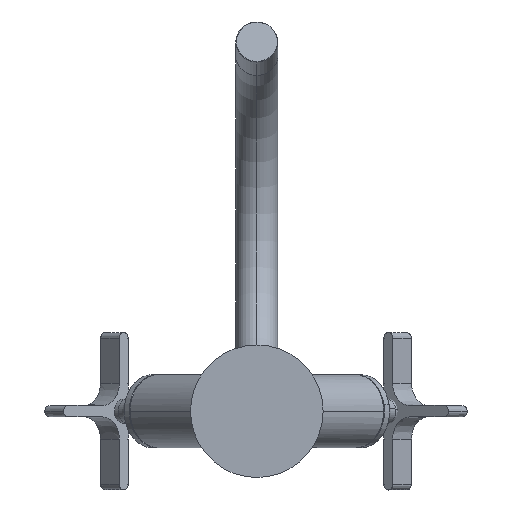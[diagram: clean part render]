
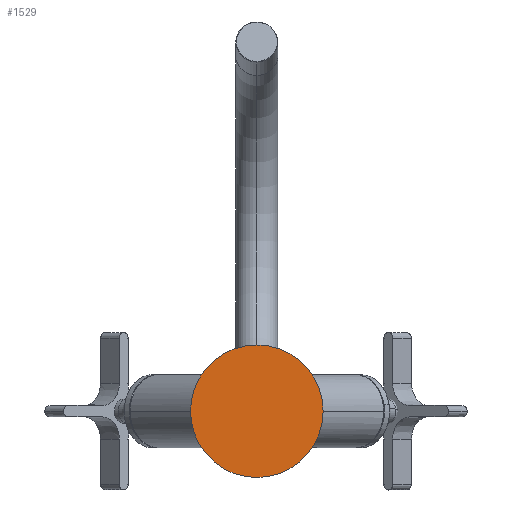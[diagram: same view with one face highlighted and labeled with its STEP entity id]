
A CAD part, front view. The second image highlights one B-rep face of the part: STEP entity #1529.
In plain terms, the highlighted planar face has unit normal (0, -1, 0).
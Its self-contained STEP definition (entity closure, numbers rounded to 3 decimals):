
#67 = DIRECTION ( 'NONE',  ( 0., -1., 0. ) ) ;
#125 = CARTESIAN_POINT ( 'NONE',  ( 0., 0., 30. ) ) ;
#168 = AXIS2_PLACEMENT_3D ( 'NONE', #227, #423, #1771 ) ;
#227 = CARTESIAN_POINT ( 'NONE',  ( 0., 0., 0. ) ) ;
#262 = AXIS2_PLACEMENT_3D ( 'NONE', #1561, #1960, #1516 ) ;
#423 = DIRECTION ( 'NONE',  ( 0., -1., 0. ) ) ;
#604 = VERTEX_POINT ( 'NONE', #125 ) ;
#1289 = EDGE_LOOP ( 'NONE', ( #1698, #2176 ) ) ;
#1394 = CIRCLE ( 'NONE', #2140, 30. ) ;
#1442 = CARTESIAN_POINT ( 'NONE',  ( 0., 0., -30. ) ) ;
#1516 = DIRECTION ( 'NONE',  ( 0., 0., -1. ) ) ;
#1529 = ADVANCED_FACE ( 'NONE', ( #1695 ), #2405, .T. ) ;
#1561 = CARTESIAN_POINT ( 'NONE',  ( 0., 0., 0. ) ) ;
#1671 = VERTEX_POINT ( 'NONE', #1442 ) ;
#1695 = FACE_OUTER_BOUND ( 'NONE', #1289, .T. ) ;
#1698 = ORIENTED_EDGE ( 'NONE', *, *, #2432, .T. ) ;
#1771 = DIRECTION ( 'NONE',  ( 0., 0., -1. ) ) ;
#1895 = CARTESIAN_POINT ( 'NONE',  ( 0., 0., 0. ) ) ;
#1960 = DIRECTION ( 'NONE',  ( 0., -1., 0. ) ) ;
#2140 = AXIS2_PLACEMENT_3D ( 'NONE', #1895, #67, #2784 ) ;
#2176 = ORIENTED_EDGE ( 'NONE', *, *, #2536, .T. ) ;
#2231 = CIRCLE ( 'NONE', #168, 30. ) ;
#2405 = PLANE ( 'NONE',  #262 ) ;
#2432 = EDGE_CURVE ( 'NONE', #1671, #604, #1394, .T. ) ;
#2536 = EDGE_CURVE ( 'NONE', #604, #1671, #2231, .T. ) ;
#2784 = DIRECTION ( 'NONE',  ( 0., 0., -1. ) ) ;
